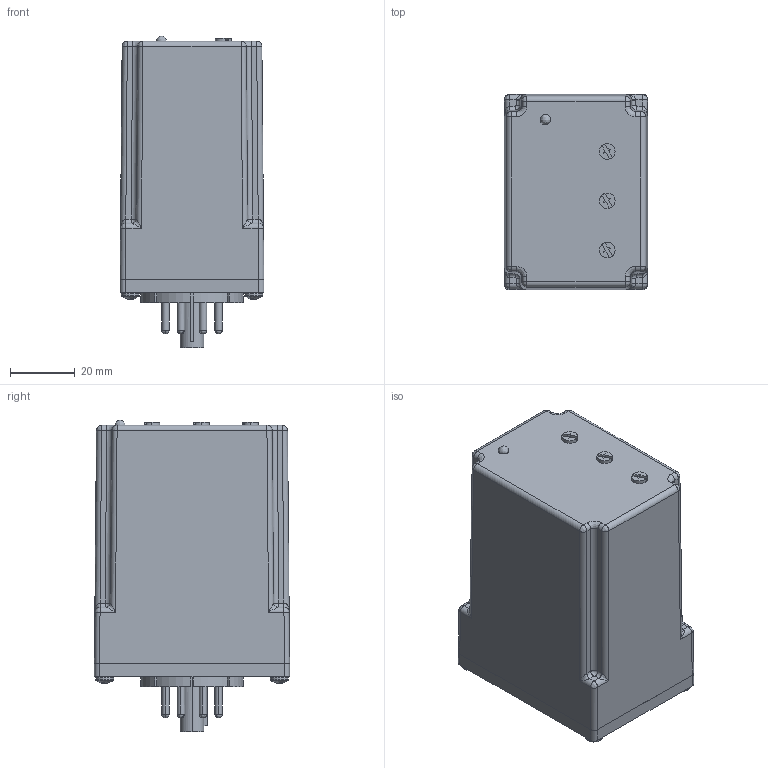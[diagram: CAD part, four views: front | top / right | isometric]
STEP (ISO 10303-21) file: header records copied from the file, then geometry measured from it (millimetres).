
FILE_DESCRIPTION (( 'STEP AP203' ), '1' );
FILE_NAME ('VMR-2C-A-24D.step', '2022-04-19T18:01:26', ( '' ), ( '' ), 'SwSTEP 2.0', 'SolidWorks 2021', '' );
FILE_SCHEMA (( 'CONFIG_CONTROL_DESIGN' ));
Length unit declared in the file: inch
Products named in the file (1): VMR-2C-A-24D
Bounding box: 44.45 x 60.33 x 96.33 mm (x, y, z)
Volume: 200713 mm3; surface area: 28842.5 mm2
Topology: 18 solids, 18 shells, 574 faces, 1507 edges, 944 vertices
Faces by surface type: plane 249, cylinder 170, bspline 123, cone 24, sphere 8
Entity records: 22547 total; most frequent: CARTESIAN_POINT 9505, ORIENTED_EDGE 2914, DIRECTION 2379, EDGE_CURVE 1457, VERTEX_POINT 944, AXIS2_PLACEMENT_3D 822, VECTOR 735, LINE 735
